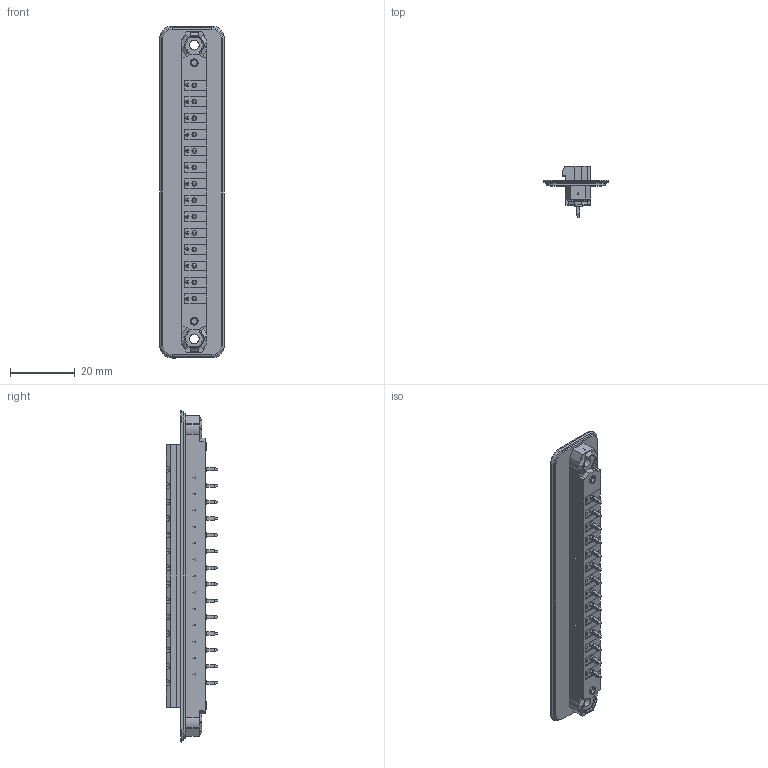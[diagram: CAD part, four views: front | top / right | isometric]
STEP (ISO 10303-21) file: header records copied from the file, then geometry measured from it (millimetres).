
FILE_DESCRIPTION(('STEP AP214'),'1');
FILE_NAME('1899401.stp','2016-07-05T05:48:54',('TraceParts'),('TraceParts S.A.'),'Spatial InterOp 3D',' ',' ');
FILE_SCHEMA(('automotive_design'));
Length unit declared in the file: millimetre
Products named in the file (1): dfk-mstbva_2.5-14-gf-5.08|1#dfk-mstbva_2.5-14-gf-5.08;dfk-mstbva_2.5-14-gf-5.08
Bounding box: 20.07 x 15.9 x 102.75 mm (x, y, z)
Volume: 6338 mm3; surface area: 8867.3 mm2
Topology: 1 solids, 1 shells, 1420 faces, 3272 edges, 1945 vertices
Faces by surface type: plane 1151, cylinder 157, sphere 56, cone 36, torus 20
Entity records: 50827 total; most frequent: CARTESIAN_POINT 6974, DIRECTION 6897, ORIENTED_EDGE 6544, EDGE_CURVE 3272, LINE 2433, VECTOR 2433, AXIS2_PLACEMENT_3D 2232, VERTEX_POINT 1945
